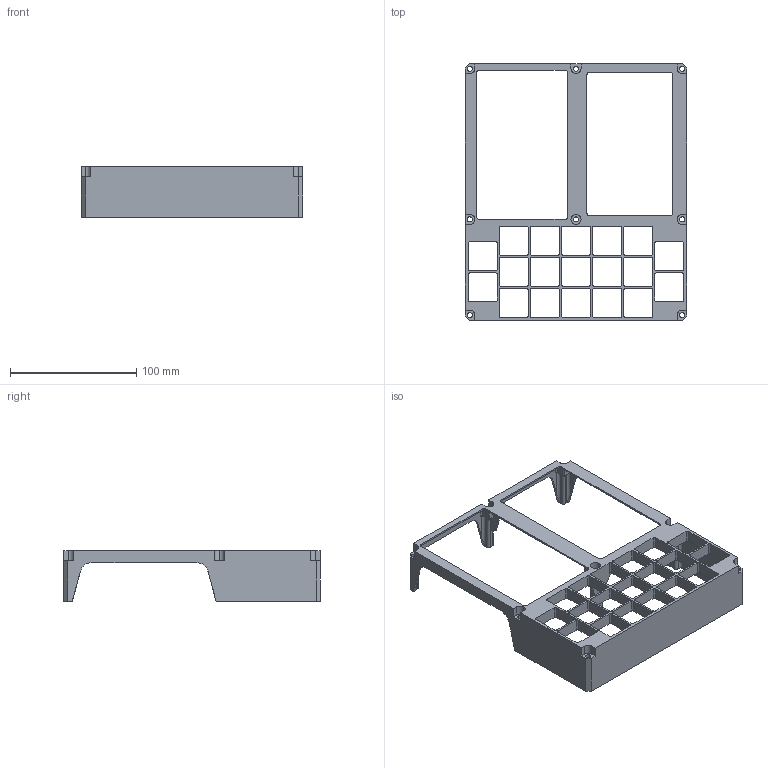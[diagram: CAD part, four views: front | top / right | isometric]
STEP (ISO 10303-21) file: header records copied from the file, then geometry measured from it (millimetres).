
FILE_DESCRIPTION (( 'STEP AP214' ), '1' );
FILE_NAME ('2004739A-000.stp', '2019-08-25T17:50:27', ( '' ), ( '' ), 'SwSTEP 2.0', 'SolidWorks 2019', '' );
FILE_SCHEMA (( 'AUTOMOTIVE_DESIGN' ));
Length unit declared in the file: inch
Products named in the file (1): 2004739A-000
Bounding box: 175.26 x 203.2 x 39.87 mm (x, y, z)
Volume: 66064.8 mm3; surface area: 81988.2 mm2
Topology: 1 solids, 1 shells, 496 faces, 1442 edges, 928 vertices
Faces by surface type: plane 250, cylinder 230, sphere 16
Entity records: 16403 total; most frequent: CARTESIAN_POINT 2941, ORIENTED_EDGE 2852, DIRECTION 2831, EDGE_CURVE 1426, LINE 955, VECTOR 955, AXIS2_PLACEMENT_3D 938, VERTEX_POINT 928
